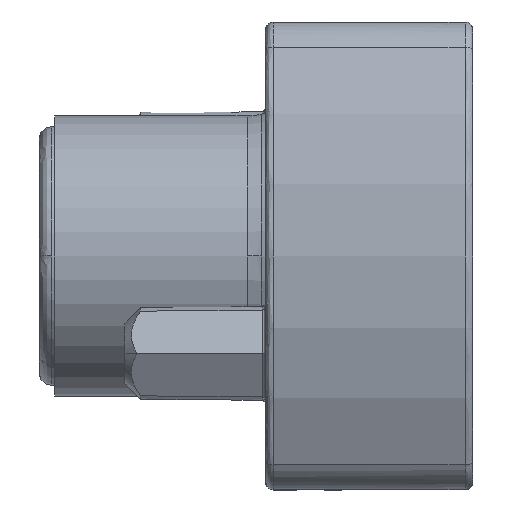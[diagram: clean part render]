
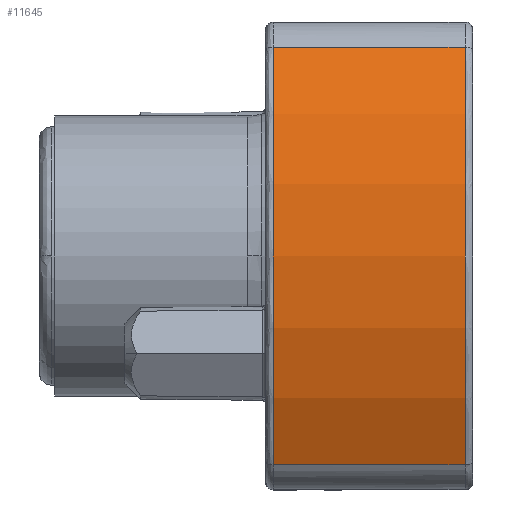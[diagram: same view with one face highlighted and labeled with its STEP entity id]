
A CAD part, left-side view. The second image highlights one B-rep face of the part: STEP entity #11645.
In plain terms, the highlighted cylindrical face has radius 7.367 mm (diameter 14.733 mm), a partial arc.
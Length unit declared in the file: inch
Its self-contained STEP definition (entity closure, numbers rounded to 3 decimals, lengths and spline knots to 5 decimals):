
#573 = CARTESIAN_POINT ( 'NONE',  ( -0.27865, -0.14737, -0.15203 ) ) ;
#586 = CARTESIAN_POINT ( 'NONE',  ( -0.27865, -0.02437, 0.11566 ) ) ;
#618 = CARTESIAN_POINT ( 'NONE',  ( -0.27865, -0.14737, 0.11566 ) ) ;
#653 = CARTESIAN_POINT ( 'NONE',  ( -0.27865, -0.02437, -0.15203 ) ) ;
#4104 = CIRCLE ( 'NONE', #33499, 0.29002 ) ;
#4105 = CIRCLE ( 'NONE', #33498, 0.29002 ) ;
#4136 = VECTOR ( 'NONE', #9020, 39.37008 ) ;
#4142 = LINE ( 'NONE', #9021, #4146 ) ;
#4143 = LINE ( 'NONE', #9019, #4136 ) ;
#4146 = VECTOR ( 'NONE', #9022, 39.37008 ) ;
#8697 = CARTESIAN_POINT ( 'NONE',  ( -0.02136, -0.02437, -0.01818 ) ) ;
#8698 = DIRECTION ( 'NONE',  ( 0., -1., 0. ) ) ;
#8699 = DIRECTION ( 'NONE',  ( 1., 0., 0. ) ) ;
#8702 = CARTESIAN_POINT ( 'NONE',  ( -0.02136, -0.14737, -0.01818 ) ) ;
#8703 = DIRECTION ( 'NONE',  ( 0., 1., 0. ) ) ;
#8704 = DIRECTION ( 'NONE',  ( 1., 0., 0. ) ) ;
#9019 = CARTESIAN_POINT ( 'NONE',  ( -0.27865, -0.01937, -0.15203 ) ) ;
#9020 = DIRECTION ( 'NONE',  ( 0., 1., 0. ) ) ;
#9021 = CARTESIAN_POINT ( 'NONE',  ( -0.27865, -0.01937, 0.11566 ) ) ;
#9022 = DIRECTION ( 'NONE',  ( 0., 1., 0. ) ) ;
#10054 = EDGE_CURVE ( 'NONE', #19030, #19148, #4105, .T. ) ;
#10055 = EDGE_CURVE ( 'NONE', #19007, #19086, #4104, .T. ) ;
#10138 = EDGE_CURVE ( 'NONE', #19007, #19148, #4143, .T. ) ;
#10140 = EDGE_CURVE ( 'NONE', #19086, #19030, #4142, .T. ) ;
#11645 = ADVANCED_FACE ( 'NONE', ( #29192 ), #29201, .T. ) ;
#18873 = EDGE_LOOP ( 'NONE', ( #35998, #35999, #36096, #36001 ) ) ;
#19007 = VERTEX_POINT ( 'NONE', #573 ) ;
#19030 = VERTEX_POINT ( 'NONE', #586 ) ;
#19086 = VERTEX_POINT ( 'NONE', #618 ) ;
#19148 = VERTEX_POINT ( 'NONE', #653 ) ;
#29192 = FACE_OUTER_BOUND ( 'NONE', #18873, .T. ) ;
#29201 = CYLINDRICAL_SURFACE ( 'NONE', #30857, 0.29002 ) ;
#30857 = AXIS2_PLACEMENT_3D ( 'NONE', #32735, #32736, #32745 ) ;
#32735 = CARTESIAN_POINT ( 'NONE',  ( -0.02136, -0.01937, -0.01818 ) ) ;
#32736 = DIRECTION ( 'NONE',  ( 0., -1., 0. ) ) ;
#32745 = DIRECTION ( 'NONE',  ( 1., 0., 0. ) ) ;
#33498 = AXIS2_PLACEMENT_3D ( 'NONE', #8697, #8698, #8699 ) ;
#33499 = AXIS2_PLACEMENT_3D ( 'NONE', #8702, #8703, #8704 ) ;
#35998 = ORIENTED_EDGE ( 'NONE', *, *, #10138, .F. ) ;
#35999 = ORIENTED_EDGE ( 'NONE', *, *, #10055, .T. ) ;
#36001 = ORIENTED_EDGE ( 'NONE', *, *, #10054, .T. ) ;
#36096 = ORIENTED_EDGE ( 'NONE', *, *, #10140, .T. ) ;
